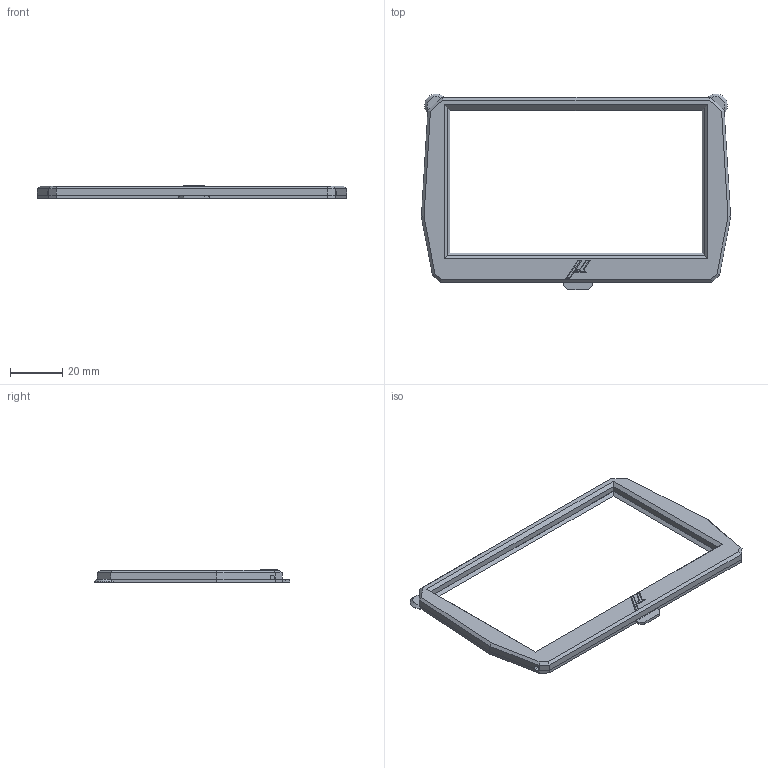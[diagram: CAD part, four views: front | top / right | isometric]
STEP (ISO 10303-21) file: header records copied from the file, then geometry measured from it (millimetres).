
FILE_DESCRIPTION(/* description */ (''),/* implementation_level */ '2;1');
FILE_NAME(/* name */ 'Bezel_accent_border.step',/* time_stamp */ '2025-07-15T20:57:33+01:00',/* author */ (''),/* organization */ (''),/* preprocessor_version */ 'ST-DEVELOPER v20.1',/* originating_system */ 'Autodesk Translation Framework v14.10.0.0',/* authorisation */ '');
FILE_SCHEMA (('AUTOMOTIVE_DESIGN { 1 0 10303 214 3 1 1 }'));
Length unit declared in the file: millimetre
Products named in the file (3): Bezel; Bezel_x1; [a]_Bezel_insert_x1
Assembly tree (2 placements, depth 2):
  Bezel
    Bezel_x1
    [a]_Bezel_insert_x1
Bounding box: 118.31 x 74.96 x 4.8 mm (x, y, z)
Volume: 11459.6 mm3; surface area: 13773.4 mm2
Topology: 4 solids, 4 shells, 132 faces, 328 edges, 205 vertices
Faces by surface type: plane 124, cylinder 6, cone 2
Entity records: 3899 total; most frequent: CARTESIAN_POINT 686, ORIENTED_EDGE 656, DIRECTION 608, EDGE_CURVE 328, LINE 306, VECTOR 306, VERTEX_POINT 205, AXIS2_PLACEMENT_3D 151
